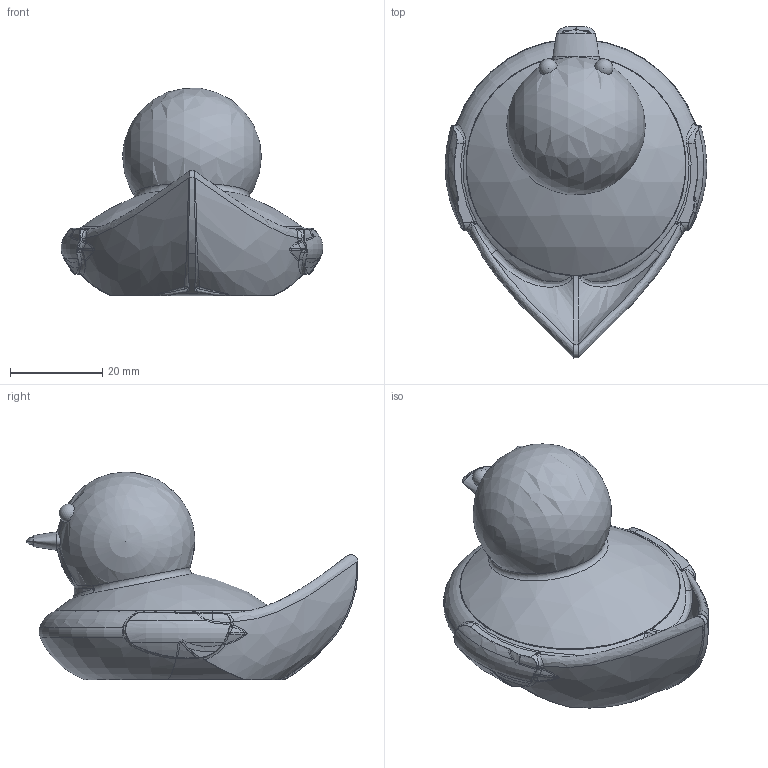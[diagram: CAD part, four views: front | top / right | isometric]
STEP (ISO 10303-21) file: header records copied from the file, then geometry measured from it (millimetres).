
FILE_DESCRIPTION(/* description */ ('STEP AP242 Edition 2','CAx-IF Rec.Pracs.---Representation and Presentation of Product Manufacturing Information (PMI)---4.0---2014-10-13','CAx-IF Rec.Pracs.---3D Tessellated Geometry---0.4---2014-09-14','2;1','CAx-IF Rec.Pracs.---User Defined Attributes---1.5---2016-08-15'),/* implementation_level */ '2;1');
FILE_NAME(/* name */ '69581432d01e82ee22828f0e',/* time_stamp */ '2026-01-02T18:53:40Z',/* author */ (''),/* organization */ (''),/* preprocessor_version */ 'ST-DEVELOPER v20',/* originating_system */ 'ONSHAPE BY PTC INC, 1.208',/* authorisation */ ' ');
FILE_SCHEMA (('AP242_MANAGED_MODEL_BASED_3D_ENGINEERING_MIM_LF { 1 0 10303 442 3 1 4 }'));
Length unit declared in the file: metre
Products named in the file (1): Rubber Ducky
Bounding box: 56.56 x 71.78 x 44.89 mm (x, y, z)
Volume: 53438.5 mm3; surface area: 9841.3 mm2
Topology: 1 solids, 5 shells, 319 faces, 787 edges, 456 vertices
Faces by surface type: bspline 227, cylinder 31, torus 23, plane 20, sphere 13, cone 5
Full cylindrical faces by diameter (mm): 20 x1
Entity records: 14053 total; most frequent: CARTESIAN_POINT 8421, ORIENTED_EDGE 1496, EDGE_CURVE 748, DIRECTION 579, B_SPLINE_CURVE_WITH_KNOTS 531, VERTEX_POINT 448, EDGE_LOOP 326, FACE_BOUND 326
